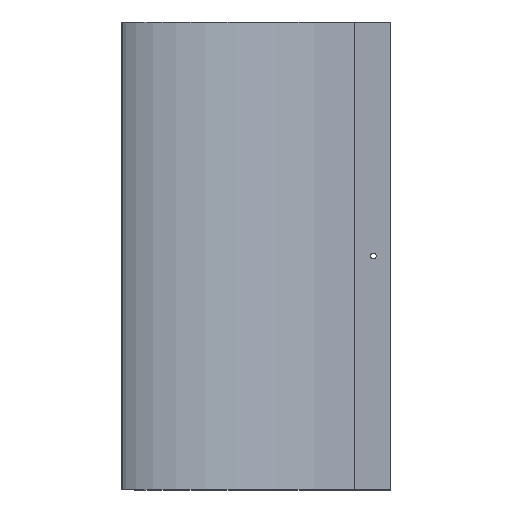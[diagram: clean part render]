
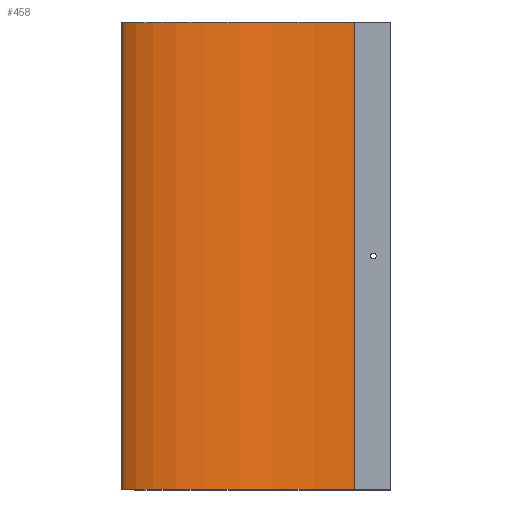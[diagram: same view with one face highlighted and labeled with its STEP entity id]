
A CAD part, front view. The second image highlights one B-rep face of the part: STEP entity #458.
In plain terms, the highlighted cylindrical face has radius 200 mm (diameter 400 mm), a partial arc.
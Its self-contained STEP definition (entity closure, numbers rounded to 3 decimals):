
#48 = CYLINDRICAL_SURFACE ( 'NONE', #353, 200. ) ;
#66 = CIRCLE ( 'NONE', #362, 200. ) ;
#77 = VECTOR ( 'NONE', #518, 1000. ) ;
#78 = FACE_OUTER_BOUND ( 'NONE', #325, .T. ) ;
#80 = LINE ( 'NONE', #514, #77 ) ;
#86 = VECTOR ( 'NONE', #486, 1000. ) ;
#88 = LINE ( 'NONE', #510, #86 ) ;
#134 = CIRCLE ( 'NONE', #370, 200. ) ;
#235 = ORIENTED_EDGE ( 'NONE', *, *, #402, .F. ) ;
#236 = ORIENTED_EDGE ( 'NONE', *, *, #434, .T. ) ;
#248 = ORIENTED_EDGE ( 'NONE', *, *, #445, .T. ) ;
#250 = ORIENTED_EDGE ( 'NONE', *, *, #429, .F. ) ;
#272 = VERTEX_POINT ( 'NONE', #657 ) ;
#275 = VERTEX_POINT ( 'NONE', #667 ) ;
#281 = VERTEX_POINT ( 'NONE', #668 ) ;
#287 = VERTEX_POINT ( 'NONE', #704 ) ;
#325 = EDGE_LOOP ( 'NONE', ( #235, #236, #248, #250 ) ) ;
#353 = AXIS2_PLACEMENT_3D ( 'NONE', #590, #591, #550 ) ;
#362 = AXIS2_PLACEMENT_3D ( 'NONE', #574, #572, #577 ) ;
#370 = AXIS2_PLACEMENT_3D ( 'NONE', #692, #689, #639 ) ;
#402 = EDGE_CURVE ( 'NONE', #272, #281, #134, .T. ) ;
#429 = EDGE_CURVE ( 'NONE', #281, #287, #88, .T. ) ;
#434 = EDGE_CURVE ( 'NONE', #272, #275, #80, .T. ) ;
#445 = EDGE_CURVE ( 'NONE', #275, #287, #66, .T. ) ;
#458 = ADVANCED_FACE ( 'NONE', ( #78 ), #48, .F. ) ;
#486 = DIRECTION ( 'NONE',  ( 0., 0., 1. ) ) ;
#510 = CARTESIAN_POINT ( 'NONE',  ( 0., 31., -401.2 ) ) ;
#514 = CARTESIAN_POINT ( 'NONE',  ( 200., 231., -401.2 ) ) ;
#518 = DIRECTION ( 'NONE',  ( 0., 0., 1. ) ) ;
#550 = DIRECTION ( 'NONE',  ( 1., 0., 0. ) ) ;
#572 = DIRECTION ( 'NONE',  ( 0., 0., 1. ) ) ;
#574 = CARTESIAN_POINT ( 'NONE',  ( 200., 31., 0. ) ) ;
#577 = DIRECTION ( 'NONE',  ( -1., 0., 0. ) ) ;
#590 = CARTESIAN_POINT ( 'NONE',  ( 200., 31., -401.2 ) ) ;
#591 = DIRECTION ( 'NONE',  ( 0., 0., 1. ) ) ;
#639 = DIRECTION ( 'NONE',  ( -1., 0., 0. ) ) ;
#657 = CARTESIAN_POINT ( 'NONE',  ( 200., 231., -400.4 ) ) ;
#667 = CARTESIAN_POINT ( 'NONE',  ( 200., 231., 0. ) ) ;
#668 = CARTESIAN_POINT ( 'NONE',  ( 0., 31., -400.4 ) ) ;
#689 = DIRECTION ( 'NONE',  ( 0., 0., 1. ) ) ;
#692 = CARTESIAN_POINT ( 'NONE',  ( 200., 31., -400.4 ) ) ;
#704 = CARTESIAN_POINT ( 'NONE',  ( 0., 31., 0. ) ) ;
